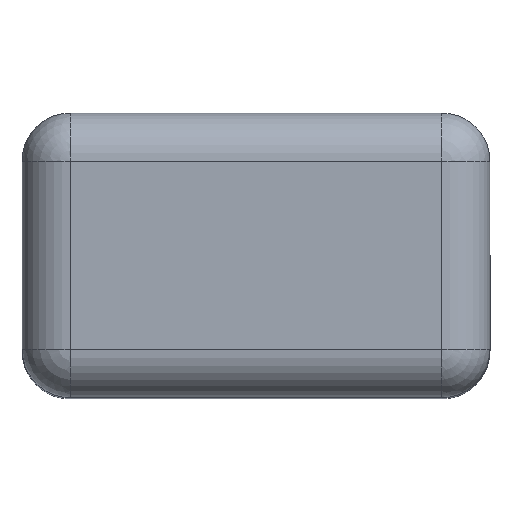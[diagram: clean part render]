
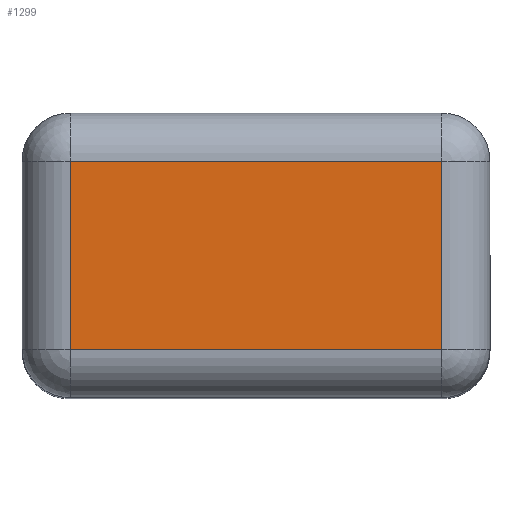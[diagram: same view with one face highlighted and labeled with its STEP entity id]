
A CAD part, top view. The second image highlights one B-rep face of the part: STEP entity #1299.
In plain terms, the highlighted face is planar.
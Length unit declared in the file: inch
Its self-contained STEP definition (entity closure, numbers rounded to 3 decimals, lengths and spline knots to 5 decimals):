
#132 = VERTEX_POINT ( 'NONE', #1985 ) ;
#379 = LINE ( 'NONE', #3504, #402 ) ;
#402 = VECTOR ( 'NONE', #1260, 39.37008 ) ;
#455 = LINE ( 'NONE', #1780, #1365 ) ;
#885 = EDGE_CURVE ( 'NONE', #132, #3013, #379, .T. ) ;
#898 = PLANE ( 'NONE',  #2202 ) ;
#1013 = ORIENTED_EDGE ( 'NONE', *, *, #885, .T. ) ;
#1098 = EDGE_CURVE ( 'NONE', #2765, #2887, #2032, .T. ) ;
#1139 = DIRECTION ( 'NONE',  ( 0., 1., 0. ) ) ;
#1260 = DIRECTION ( 'NONE',  ( -1., 0., 0. ) ) ;
#1299 = ADVANCED_FACE ( 'NONE', ( #4031 ), #898, .F. ) ;
#1365 = VECTOR ( 'NONE', #1484, 39.37008 ) ;
#1484 = DIRECTION ( 'NONE',  ( 0., 0., -1. ) ) ;
#1780 = CARTESIAN_POINT ( 'NONE',  ( -0.07677, 0., 0. ) ) ;
#1985 = CARTESIAN_POINT ( 'NONE',  ( 0.07677, 0., 0.15157 ) ) ;
#2032 = LINE ( 'NONE', #2997, #2870 ) ;
#2175 = CARTESIAN_POINT ( 'NONE',  ( -0.07677, 0., 0.15157 ) ) ;
#2202 = AXIS2_PLACEMENT_3D ( 'NONE', #2428, #1139, #2496 ) ;
#2428 = CARTESIAN_POINT ( 'NONE',  ( 0., 0., 0. ) ) ;
#2496 = DIRECTION ( 'NONE',  ( 0., 0., 1. ) ) ;
#2765 = VERTEX_POINT ( 'NONE', #3294 ) ;
#2783 = DIRECTION ( 'NONE',  ( 0., 0., 1. ) ) ;
#2870 = VECTOR ( 'NONE', #2975, 39.37008 ) ;
#2887 = VERTEX_POINT ( 'NONE', #3080 ) ;
#2911 = EDGE_CURVE ( 'NONE', #3013, #2765, #455, .T. ) ;
#2975 = DIRECTION ( 'NONE',  ( 1., 0., 0. ) ) ;
#2997 = CARTESIAN_POINT ( 'NONE',  ( 0., 0., -0.15157 ) ) ;
#3013 = VERTEX_POINT ( 'NONE', #2175 ) ;
#3080 = CARTESIAN_POINT ( 'NONE',  ( 0.07677, 0., -0.15157 ) ) ;
#3134 = LINE ( 'NONE', #3739, #3930 ) ;
#3234 = EDGE_LOOP ( 'NONE', ( #1013, #3928, #3449, #3518 ) ) ;
#3294 = CARTESIAN_POINT ( 'NONE',  ( -0.07677, 0., -0.15157 ) ) ;
#3449 = ORIENTED_EDGE ( 'NONE', *, *, #1098, .T. ) ;
#3483 = EDGE_CURVE ( 'NONE', #2887, #132, #3134, .T. ) ;
#3504 = CARTESIAN_POINT ( 'NONE',  ( 0., 0., 0.15157 ) ) ;
#3518 = ORIENTED_EDGE ( 'NONE', *, *, #3483, .T. ) ;
#3739 = CARTESIAN_POINT ( 'NONE',  ( 0.07677, 0., 0. ) ) ;
#3928 = ORIENTED_EDGE ( 'NONE', *, *, #2911, .T. ) ;
#3930 = VECTOR ( 'NONE', #2783, 39.37008 ) ;
#4031 = FACE_OUTER_BOUND ( 'NONE', #3234, .T. ) ;
